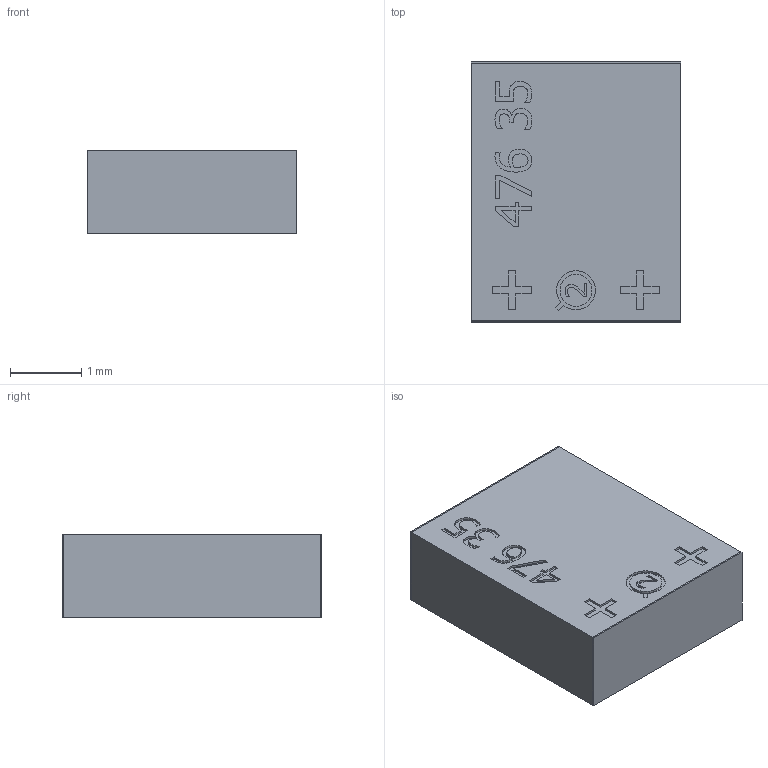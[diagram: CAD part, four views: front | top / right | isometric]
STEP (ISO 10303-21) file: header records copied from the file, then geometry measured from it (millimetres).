
FILE_DESCRIPTION(/* description */ ('(T52) B2-CASE'),/* implementation_level */ '2;1');
FILE_NAME(/* name */ '(T52) B2-CASE.stp',/* time_stamp */ '2024-07-09T13:43:55+03:00',/* author */ ('EPetuhov'),/* organization */ (''),/* preprocessor_version */ 'ST-DEVELOPER v20',/* originating_system */ 'Autodesk Inventor 2024',/* authorisation */ '');
FILE_SCHEMA (('AUTOMOTIVE_DESIGN { 1 0 10303 214 3 1 1 }'));
Length unit declared in the file: millimetre
Products named in the file (6): (T52) B2-CASE; T52_M1-Case; T52_B2-Case_Anode+; T52_B2-Case_Cathode-; T52_B2-Case_AnodeSideTermination+; T52_B2-Case_CathodeSideTermination-
Assembly tree (5 placements, depth 2):
  (T52) B2-CASE
    T52_M1-Case
    T52_B2-Case_Anode+
    T52_B2-Case_Cathode-
    T52_B2-Case_AnodeSideTermination+
    T52_B2-Case_CathodeSideTermination-
Bounding box: 2.95 x 3.66 x 1.17 mm (x, y, z)
Volume: 12.6 mm3; surface area: 70.1 mm2
Topology: 5 solids, 5 shells, 245 faces, 665 edges, 442 vertices
Faces by surface type: plane 153, bspline 62, cylinder 30
Full cylindrical faces by diameter (mm): 0.45 x1
Entity records: 8418 total; most frequent: CARTESIAN_POINT 2169, ORIENTED_EDGE 1330, DIRECTION 989, EDGE_CURVE 665, LINE 481, VECTOR 481, VERTEX_POINT 442, EDGE_LOOP 257
